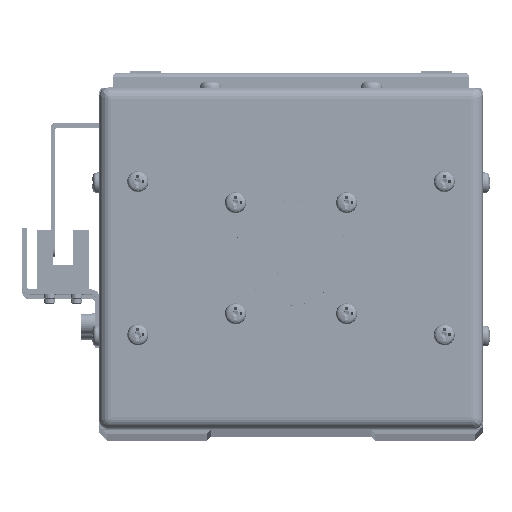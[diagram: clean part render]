
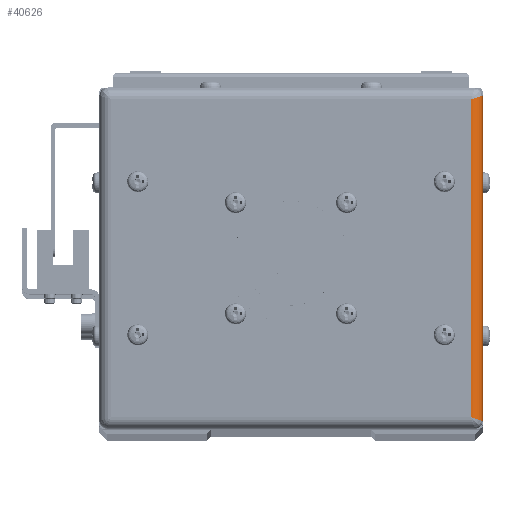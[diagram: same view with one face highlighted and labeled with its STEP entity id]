
A CAD part, top view. The second image highlights one B-rep face of the part: STEP entity #40626.
In plain terms, the highlighted cylindrical face has radius 3 mm (diameter 6 mm), a partial arc.
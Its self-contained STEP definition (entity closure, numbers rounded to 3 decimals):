
#65 = VERTEX_POINT ( 'NONE', #5621 ) ;
#2823 = DIRECTION ( 'NONE',  ( 0., 1., 0. ) ) ;
#5621 = CARTESIAN_POINT ( 'NONE',  ( 50., -42.5, -0.5 ) ) ;
#8128 = CARTESIAN_POINT ( 'NONE',  ( 48.757, -42.086, 2.5 ) ) ;
#8570 = VECTOR ( 'NONE', #62823, 1000. ) ;
#9195 = CARTESIAN_POINT ( 'NONE',  ( 50., 42.5, -0.5 ) ) ;
#12583 = CARTESIAN_POINT ( 'NONE',  ( 47., 42.5, 2.5 ) ) ;
#15087 = VERTEX_POINT ( 'NONE', #53699 ) ;
#20848 =( BOUNDED_CURVE ( )  B_SPLINE_CURVE ( 3, ( #113784, #123406, #66432, #9195 ),
 .UNSPECIFIED., .F., .F. ) 
 B_SPLINE_CURVE_WITH_KNOTS ( ( 4, 4 ),
 ( 4.712, 6.283 ),
 .UNSPECIFIED. ) 
 CURVE ( )  GEOMETRIC_REPRESENTATION_ITEM ( )  RATIONAL_B_SPLINE_CURVE ( ( 1., 0.805, 0.805, 1. ) ) 
 REPRESENTATION_ITEM ( '' )  );
#21343 = FACE_OUTER_BOUND ( 'NONE', #68510, .T. ) ;
#24454 = CARTESIAN_POINT ( 'NONE',  ( 47., 41.5, 2.5 ) ) ;
#24719 = VECTOR ( 'NONE', #2823, 1000. ) ;
#27443 = CARTESIAN_POINT ( 'NONE',  ( 50., -42.5, -0.5 ) ) ;
#28513 = DIRECTION ( 'NONE',  ( 1., 0., 0. ) ) ;
#28786 = VERTEX_POINT ( 'NONE', #24454 ) ;
#32091 = ORIENTED_EDGE ( 'NONE', *, *, #55469, .F. ) ;
#36464 = ORIENTED_EDGE ( 'NONE', *, *, #119102, .F. ) ;
#40626 = ADVANCED_FACE ( 'NONE', ( #21343 ), #94295, .T. ) ;
#40970 = ORIENTED_EDGE ( 'NONE', *, *, #113959, .T. ) ;
#53699 = CARTESIAN_POINT ( 'NONE',  ( 47., -41.5, 2.5 ) ) ;
#55469 = EDGE_CURVE ( 'NONE', #15087, #28786, #100686, .T. ) ;
#58879 = ORIENTED_EDGE ( 'NONE', *, *, #96270, .F. ) ;
#62435 = LINE ( 'NONE', #119756, #8570 ) ;
#62823 = DIRECTION ( 'NONE',  ( 0., -1., 0. ) ) ;
#66432 = CARTESIAN_POINT ( 'NONE',  ( 50., 42.5, 1.257 ) ) ;
#68510 = EDGE_LOOP ( 'NONE', ( #40970, #58879, #36464, #32091 ) ) ;
#71445 = AXIS2_PLACEMENT_3D ( 'NONE', #85562, #85164, #28513 ) ;
#74353 =( BOUNDED_CURVE ( )  B_SPLINE_CURVE ( 3, ( #75004, #8128, #84538, #27443 ),
 .UNSPECIFIED., .F., .F. ) 
 B_SPLINE_CURVE_WITH_KNOTS ( ( 4, 4 ),
 ( 4.712, 6.283 ),
 .UNSPECIFIED. ) 
 CURVE ( )  GEOMETRIC_REPRESENTATION_ITEM ( )  RATIONAL_B_SPLINE_CURVE ( ( 1., 0.805, 0.805, 1. ) ) 
 REPRESENTATION_ITEM ( '' )  );
#75004 = CARTESIAN_POINT ( 'NONE',  ( 47., -41.5, 2.5 ) ) ;
#84538 = CARTESIAN_POINT ( 'NONE',  ( 50., -42.5, 1.257 ) ) ;
#85164 = DIRECTION ( 'NONE',  ( 0., -1., 0. ) ) ;
#85562 = CARTESIAN_POINT ( 'NONE',  ( 47., -42.5, -0.5 ) ) ;
#94295 = CYLINDRICAL_SURFACE ( 'NONE', #71445, 3. ) ;
#96270 = EDGE_CURVE ( 'NONE', #105031, #65, #62435, .T. ) ;
#96306 = CARTESIAN_POINT ( 'NONE',  ( 50., 42.5, -0.5 ) ) ;
#100686 = LINE ( 'NONE', #12583, #24719 ) ;
#105031 = VERTEX_POINT ( 'NONE', #96306 ) ;
#113784 = CARTESIAN_POINT ( 'NONE',  ( 47., 41.5, 2.5 ) ) ;
#113959 = EDGE_CURVE ( 'NONE', #15087, #65, #74353, .T. ) ;
#119102 = EDGE_CURVE ( 'NONE', #28786, #105031, #20848, .T. ) ;
#119756 = CARTESIAN_POINT ( 'NONE',  ( 50., -42.5, -0.5 ) ) ;
#123406 = CARTESIAN_POINT ( 'NONE',  ( 48.757, 42.086, 2.5 ) ) ;
